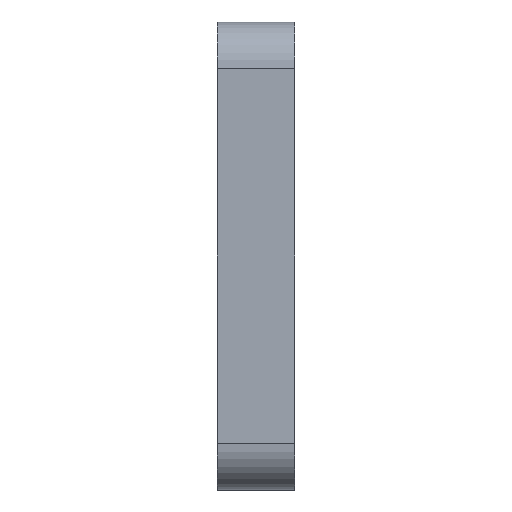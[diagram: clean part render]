
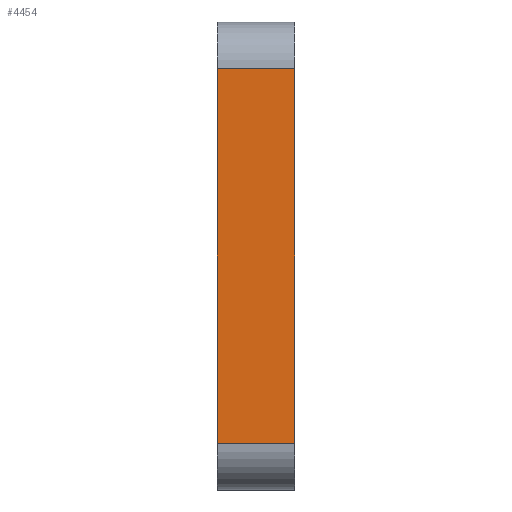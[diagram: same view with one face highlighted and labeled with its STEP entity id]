
A CAD part, left-side view. The second image highlights one B-rep face of the part: STEP entity #4454.
In plain terms, the highlighted planar face has unit normal (-1, 0, 0).
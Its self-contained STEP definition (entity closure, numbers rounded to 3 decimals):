
#233 = VECTOR ( 'NONE', #10287, 1000. ) ;
#373 = ORIENTED_EDGE ( 'NONE', *, *, #19763, .F. ) ;
#398 = ORIENTED_EDGE ( 'NONE', *, *, #11598, .F. ) ;
#928 = DIRECTION ( 'NONE',  ( 0., 0., 1. ) ) ;
#2089 = DIRECTION ( 'NONE',  ( 0., 0., 1. ) ) ;
#2670 = LINE ( 'NONE', #17487, #5145 ) ;
#3021 = EDGE_CURVE ( 'NONE', #15088, #7027, #11885, .T. ) ;
#3157 = FACE_OUTER_BOUND ( 'NONE', #12212, .T. ) ;
#4454 = ADVANCED_FACE ( 'NONE', ( #3157 ), #7426, .F. ) ;
#5145 = VECTOR ( 'NONE', #2089, 1000. ) ;
#5909 = DIRECTION ( 'NONE',  ( 0., 0., -1. ) ) ;
#6563 = CARTESIAN_POINT ( 'NONE',  ( -1.8, 13., 68.8 ) ) ;
#6829 = DIRECTION ( 'NONE',  ( 0., -1., 0. ) ) ;
#7027 = VERTEX_POINT ( 'NONE', #7796 ) ;
#7426 = PLANE ( 'NONE',  #13408 ) ;
#7777 = EDGE_CURVE ( 'NONE', #19549, #15088, #13625, .T. ) ;
#7796 = CARTESIAN_POINT ( 'NONE',  ( -1.8, 0., 68.8 ) ) ;
#8500 = VECTOR ( 'NONE', #928, 1000. ) ;
#9305 = VECTOR ( 'NONE', #6829, 1000. ) ;
#10191 = DIRECTION ( 'NONE',  ( 1., 0., 0. ) ) ;
#10287 = DIRECTION ( 'NONE',  ( 0., -1., 0. ) ) ;
#10539 = CARTESIAN_POINT ( 'NONE',  ( -1.8, 13., 6. ) ) ;
#11598 = EDGE_CURVE ( 'NONE', #19720, #7027, #14443, .T. ) ;
#11885 = LINE ( 'NONE', #19027, #8500 ) ;
#12212 = EDGE_LOOP ( 'NONE', ( #16345, #398, #373, #12633 ) ) ;
#12633 = ORIENTED_EDGE ( 'NONE', *, *, #7777, .T. ) ;
#13408 = AXIS2_PLACEMENT_3D ( 'NONE', #13475, #10191, #5909 ) ;
#13475 = CARTESIAN_POINT ( 'NONE',  ( -1.8, 13., 6. ) ) ;
#13566 = CARTESIAN_POINT ( 'NONE',  ( -1.8, 13., 68.8 ) ) ;
#13625 = LINE ( 'NONE', #17436, #9305 ) ;
#14443 = LINE ( 'NONE', #13566, #233 ) ;
#15088 = VERTEX_POINT ( 'NONE', #18829 ) ;
#16345 = ORIENTED_EDGE ( 'NONE', *, *, #3021, .T. ) ;
#17436 = CARTESIAN_POINT ( 'NONE',  ( -1.8, 13., 6. ) ) ;
#17487 = CARTESIAN_POINT ( 'NONE',  ( -1.8, 13., 6. ) ) ;
#18829 = CARTESIAN_POINT ( 'NONE',  ( -1.8, 0., 6. ) ) ;
#19027 = CARTESIAN_POINT ( 'NONE',  ( -1.8, 0., 6. ) ) ;
#19549 = VERTEX_POINT ( 'NONE', #10539 ) ;
#19720 = VERTEX_POINT ( 'NONE', #6563 ) ;
#19763 = EDGE_CURVE ( 'NONE', #19549, #19720, #2670, .T. ) ;
